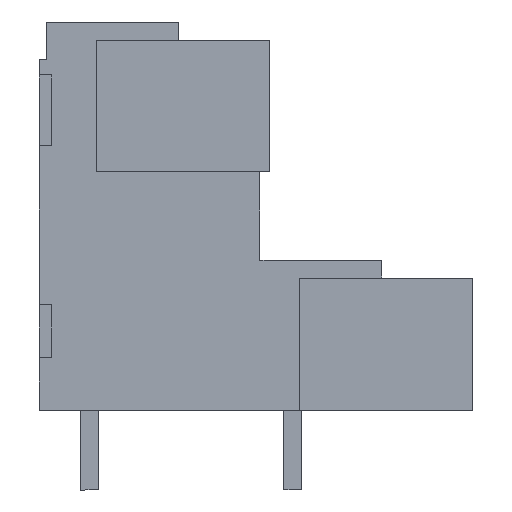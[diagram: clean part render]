
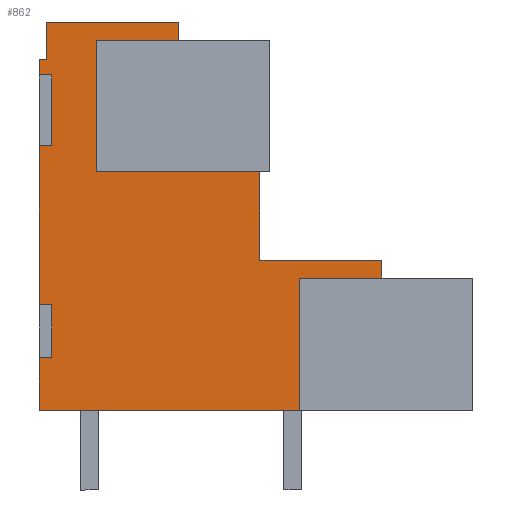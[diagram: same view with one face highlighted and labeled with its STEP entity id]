
A CAD part, left-side view. The second image highlights one B-rep face of the part: STEP entity #862.
In plain terms, the highlighted planar face has unit normal (-1, 0, 0).
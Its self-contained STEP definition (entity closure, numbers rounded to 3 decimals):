
#705=AXIS2_PLACEMENT_3D('Plane Axis2P3D',#702,#703,#704) ;
#87=CARTESIAN_POINT('Vertex',(0.7,21.3,18.025)) ;
#90=CARTESIAN_POINT('Line Origine',(0.7,16.675,18.025)) ;
#94=CARTESIAN_POINT('Vertex',(0.7,12.05,18.025)) ;
#391=CARTESIAN_POINT('Vertex',(0.7,16.65,25.475)) ;
#396=CARTESIAN_POINT('Line Origine',(0.7,18.975,25.475)) ;
#400=CARTESIAN_POINT('Vertex',(0.7,21.3,25.475)) ;
#690=CARTESIAN_POINT('Line Origine',(0.7,21.3,21.75)) ;
#702=CARTESIAN_POINT('Axis2P3D Location',(0.7,24.15,4.5)) ;
#707=CARTESIAN_POINT('Line Origine',(0.7,24.55,15.)) ;
#711=CARTESIAN_POINT('Vertex',(0.7,24.55,19.5)) ;
#713=CARTESIAN_POINT('Vertex',(0.7,24.55,10.5)) ;
#716=CARTESIAN_POINT('Line Origine',(0.7,24.2,10.5)) ;
#720=CARTESIAN_POINT('Vertex',(0.7,23.85,10.5)) ;
#723=CARTESIAN_POINT('Line Origine',(0.7,23.85,9.)) ;
#727=CARTESIAN_POINT('Vertex',(0.7,23.85,7.5)) ;
#730=CARTESIAN_POINT('Line Origine',(0.7,24.2,7.5)) ;
#734=CARTESIAN_POINT('Vertex',(0.7,24.55,7.5)) ;
#737=CARTESIAN_POINT('Line Origine',(0.7,24.55,6.)) ;
#741=CARTESIAN_POINT('Vertex',(0.7,24.55,4.5)) ;
#744=CARTESIAN_POINT('Line Origine',(0.7,17.175,4.5)) ;
#748=CARTESIAN_POINT('Vertex',(0.7,9.8,4.5)) ;
#751=CARTESIAN_POINT('Line Origine',(0.7,9.8,8.25)) ;
#755=CARTESIAN_POINT('Vertex',(0.7,9.8,12.)) ;
#758=CARTESIAN_POINT('Line Origine',(0.7,7.475,12.)) ;
#762=CARTESIAN_POINT('Vertex',(0.7,5.15,12.)) ;
#765=CARTESIAN_POINT('Line Origine',(0.7,5.15,12.5)) ;
#769=CARTESIAN_POINT('Vertex',(0.7,5.15,13.)) ;
#772=CARTESIAN_POINT('Line Origine',(0.7,8.6,13.)) ;
#776=CARTESIAN_POINT('Vertex',(0.7,12.05,13.)) ;
#779=CARTESIAN_POINT('Line Origine',(0.7,12.05,15.512)) ;
#784=CARTESIAN_POINT('Line Origine',(0.7,16.65,25.987)) ;
#788=CARTESIAN_POINT('Vertex',(0.7,16.65,26.5)) ;
#791=CARTESIAN_POINT('Line Origine',(0.7,20.4,26.5)) ;
#795=CARTESIAN_POINT('Vertex',(0.7,24.15,26.5)) ;
#798=CARTESIAN_POINT('Line Origine',(0.7,24.15,25.445)) ;
#802=CARTESIAN_POINT('Vertex',(0.7,24.15,24.39)) ;
#805=CARTESIAN_POINT('Line Origine',(0.7,24.35,24.39)) ;
#809=CARTESIAN_POINT('Vertex',(0.7,24.55,24.39)) ;
#812=CARTESIAN_POINT('Line Origine',(0.7,24.55,23.945)) ;
#816=CARTESIAN_POINT('Vertex',(0.7,24.55,23.5)) ;
#819=CARTESIAN_POINT('Line Origine',(0.7,24.2,23.5)) ;
#823=CARTESIAN_POINT('Vertex',(0.7,23.85,23.5)) ;
#826=CARTESIAN_POINT('Line Origine',(0.7,23.85,21.5)) ;
#830=CARTESIAN_POINT('Vertex',(0.7,23.85,19.5)) ;
#833=CARTESIAN_POINT('Line Origine',(0.7,24.2,19.5)) ;
#91=DIRECTION('Vector Direction',(0.,1.,0.)) ;
#397=DIRECTION('Vector Direction',(0.,1.,0.)) ;
#691=DIRECTION('Vector Direction',(0.,0.,-1.)) ;
#703=DIRECTION('Axis2P3D Direction',(-1.,0.,0.)) ;
#704=DIRECTION('Axis2P3D XDirection',(0.,1.,0.)) ;
#708=DIRECTION('Vector Direction',(0.,0.,-1.)) ;
#717=DIRECTION('Vector Direction',(0.,-1.,0.)) ;
#724=DIRECTION('Vector Direction',(0.,0.,1.)) ;
#731=DIRECTION('Vector Direction',(0.,-1.,0.)) ;
#738=DIRECTION('Vector Direction',(0.,0.,-1.)) ;
#745=DIRECTION('Vector Direction',(0.,-1.,0.)) ;
#752=DIRECTION('Vector Direction',(0.,0.,-1.)) ;
#759=DIRECTION('Vector Direction',(0.,1.,0.)) ;
#766=DIRECTION('Vector Direction',(0.,0.,1.)) ;
#773=DIRECTION('Vector Direction',(0.,1.,0.)) ;
#780=DIRECTION('Vector Direction',(0.,0.,1.)) ;
#785=DIRECTION('Vector Direction',(0.,0.,1.)) ;
#792=DIRECTION('Vector Direction',(0.,-1.,0.)) ;
#799=DIRECTION('Vector Direction',(0.,0.,1.)) ;
#806=DIRECTION('Vector Direction',(0.,-1.,0.)) ;
#813=DIRECTION('Vector Direction',(0.,0.,-1.)) ;
#820=DIRECTION('Vector Direction',(0.,-1.,0.)) ;
#827=DIRECTION('Vector Direction',(0.,0.,1.)) ;
#834=DIRECTION('Vector Direction',(0.,-1.,0.)) ;
#92=VECTOR('Line Direction',#91,1.) ;
#398=VECTOR('Line Direction',#397,1.) ;
#692=VECTOR('Line Direction',#691,1.) ;
#709=VECTOR('Line Direction',#708,1.) ;
#718=VECTOR('Line Direction',#717,1.) ;
#725=VECTOR('Line Direction',#724,1.) ;
#732=VECTOR('Line Direction',#731,1.) ;
#739=VECTOR('Line Direction',#738,1.) ;
#746=VECTOR('Line Direction',#745,1.) ;
#753=VECTOR('Line Direction',#752,1.) ;
#760=VECTOR('Line Direction',#759,1.) ;
#767=VECTOR('Line Direction',#766,1.) ;
#774=VECTOR('Line Direction',#773,1.) ;
#781=VECTOR('Line Direction',#780,1.) ;
#786=VECTOR('Line Direction',#785,1.) ;
#793=VECTOR('Line Direction',#792,1.) ;
#800=VECTOR('Line Direction',#799,1.) ;
#807=VECTOR('Line Direction',#806,1.) ;
#814=VECTOR('Line Direction',#813,1.) ;
#821=VECTOR('Line Direction',#820,1.) ;
#828=VECTOR('Line Direction',#827,1.) ;
#835=VECTOR('Line Direction',#834,1.) ;
#839=ORIENTED_EDGE('',*,*,#715,.T.) ;
#840=ORIENTED_EDGE('',*,*,#722,.T.) ;
#841=ORIENTED_EDGE('',*,*,#729,.F.) ;
#842=ORIENTED_EDGE('',*,*,#736,.F.) ;
#843=ORIENTED_EDGE('',*,*,#743,.T.) ;
#844=ORIENTED_EDGE('',*,*,#750,.T.) ;
#845=ORIENTED_EDGE('',*,*,#757,.F.) ;
#846=ORIENTED_EDGE('',*,*,#764,.F.) ;
#847=ORIENTED_EDGE('',*,*,#771,.T.) ;
#848=ORIENTED_EDGE('',*,*,#778,.T.) ;
#849=ORIENTED_EDGE('',*,*,#783,.T.) ;
#850=ORIENTED_EDGE('',*,*,#96,.T.) ;
#851=ORIENTED_EDGE('',*,*,#694,.F.) ;
#852=ORIENTED_EDGE('',*,*,#402,.F.) ;
#853=ORIENTED_EDGE('',*,*,#790,.T.) ;
#854=ORIENTED_EDGE('',*,*,#797,.F.) ;
#855=ORIENTED_EDGE('',*,*,#804,.F.) ;
#856=ORIENTED_EDGE('',*,*,#811,.F.) ;
#857=ORIENTED_EDGE('',*,*,#818,.T.) ;
#858=ORIENTED_EDGE('',*,*,#825,.T.) ;
#859=ORIENTED_EDGE('',*,*,#832,.F.) ;
#860=ORIENTED_EDGE('',*,*,#837,.F.) ;
#862=ADVANCED_FACE('HOUSING',(#861),#706,.T.) ;
#96=EDGE_CURVE('',#95,#88,#93,.T.) ;
#402=EDGE_CURVE('',#392,#401,#399,.T.) ;
#694=EDGE_CURVE('',#401,#88,#693,.T.) ;
#715=EDGE_CURVE('',#712,#714,#710,.T.) ;
#722=EDGE_CURVE('',#714,#721,#719,.T.) ;
#729=EDGE_CURVE('',#728,#721,#726,.T.) ;
#736=EDGE_CURVE('',#735,#728,#733,.T.) ;
#743=EDGE_CURVE('',#735,#742,#740,.T.) ;
#750=EDGE_CURVE('',#742,#749,#747,.T.) ;
#757=EDGE_CURVE('',#756,#749,#754,.T.) ;
#764=EDGE_CURVE('',#763,#756,#761,.T.) ;
#771=EDGE_CURVE('',#763,#770,#768,.T.) ;
#778=EDGE_CURVE('',#770,#777,#775,.T.) ;
#783=EDGE_CURVE('',#777,#95,#782,.T.) ;
#790=EDGE_CURVE('',#392,#789,#787,.T.) ;
#797=EDGE_CURVE('',#796,#789,#794,.T.) ;
#804=EDGE_CURVE('',#803,#796,#801,.T.) ;
#811=EDGE_CURVE('',#810,#803,#808,.T.) ;
#818=EDGE_CURVE('',#810,#817,#815,.T.) ;
#825=EDGE_CURVE('',#817,#824,#822,.T.) ;
#832=EDGE_CURVE('',#831,#824,#829,.T.) ;
#837=EDGE_CURVE('',#712,#831,#836,.T.) ;
#838=EDGE_LOOP('',(#839,#840,#841,#842,#843,#844,#845,#846,#847,#848,#849,#850,#851,#852,#853,#854,#855,#856,#857,#858,#859,#860)) ;
#861=FACE_OUTER_BOUND('',#838,.T.) ;
#93=LINE('Line',#90,#92) ;
#399=LINE('Line',#396,#398) ;
#693=LINE('Line',#690,#692) ;
#710=LINE('Line',#707,#709) ;
#719=LINE('Line',#716,#718) ;
#726=LINE('Line',#723,#725) ;
#733=LINE('Line',#730,#732) ;
#740=LINE('Line',#737,#739) ;
#747=LINE('Line',#744,#746) ;
#754=LINE('Line',#751,#753) ;
#761=LINE('Line',#758,#760) ;
#768=LINE('Line',#765,#767) ;
#775=LINE('Line',#772,#774) ;
#782=LINE('Line',#779,#781) ;
#787=LINE('Line',#784,#786) ;
#794=LINE('Line',#791,#793) ;
#801=LINE('Line',#798,#800) ;
#808=LINE('Line',#805,#807) ;
#815=LINE('Line',#812,#814) ;
#822=LINE('Line',#819,#821) ;
#829=LINE('Line',#826,#828) ;
#836=LINE('Line',#833,#835) ;
#706=PLANE('',#705) ;
#88=VERTEX_POINT('',#87) ;
#95=VERTEX_POINT('',#94) ;
#392=VERTEX_POINT('',#391) ;
#401=VERTEX_POINT('',#400) ;
#712=VERTEX_POINT('',#711) ;
#714=VERTEX_POINT('',#713) ;
#721=VERTEX_POINT('',#720) ;
#728=VERTEX_POINT('',#727) ;
#735=VERTEX_POINT('',#734) ;
#742=VERTEX_POINT('',#741) ;
#749=VERTEX_POINT('',#748) ;
#756=VERTEX_POINT('',#755) ;
#763=VERTEX_POINT('',#762) ;
#770=VERTEX_POINT('',#769) ;
#777=VERTEX_POINT('',#776) ;
#789=VERTEX_POINT('',#788) ;
#796=VERTEX_POINT('',#795) ;
#803=VERTEX_POINT('',#802) ;
#810=VERTEX_POINT('',#809) ;
#817=VERTEX_POINT('',#816) ;
#824=VERTEX_POINT('',#823) ;
#831=VERTEX_POINT('',#830) ;
